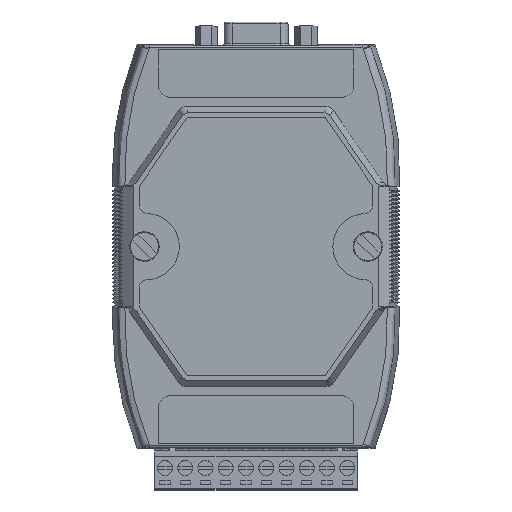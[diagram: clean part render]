
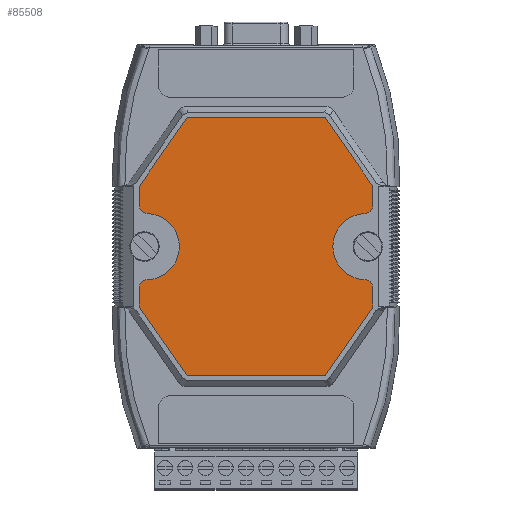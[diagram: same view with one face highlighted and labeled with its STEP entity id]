
A CAD part, top view. The second image highlights one B-rep face of the part: STEP entity #85508.
In plain terms, the highlighted face is planar.
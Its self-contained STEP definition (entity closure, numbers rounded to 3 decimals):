
#1022 = EDGE_CURVE ( 'NONE', #79266, #65868, #13804, .T. ) ;
#1265 = DIRECTION ( 'NONE',  ( 0., 0., 1. ) ) ;
#2857 = EDGE_CURVE ( 'NONE', #37188, #37347, #4619, .T. ) ;
#3761 = CARTESIAN_POINT ( 'NONE',  ( -17.305, 0.3, -32.35 ) ) ;
#4465 = DIRECTION ( 'NONE',  ( 0., 0., -1. ) ) ;
#4619 = CIRCLE ( 'NONE', #5125, 2. ) ;
#5125 = AXIS2_PLACEMENT_3D ( 'NONE', #22504, #79653, #30768 ) ;
#8053 = DIRECTION ( 'NONE',  ( 0., 0., 1. ) ) ;
#8093 = VERTEX_POINT ( 'NONE', #71092 ) ;
#8877 = LINE ( 'NONE', #61684, #74072 ) ;
#9231 = ORIENTED_EDGE ( 'NONE', *, *, #94317, .T. ) ;
#11146 = DIRECTION ( 'NONE',  ( 0.571, 0., -0.821 ) ) ;
#13370 = EDGE_CURVE ( 'NONE', #99906, #83928, #70229, .T. ) ;
#13527 = CARTESIAN_POINT ( 'NONE',  ( -17.305, 0.3, 32.35 ) ) ;
#13804 = CIRCLE ( 'NONE', #81613, 2. ) ;
#13881 = DIRECTION ( 'NONE',  ( 1., 0., 0. ) ) ;
#14382 = VECTOR ( 'NONE', #105236, 1000. ) ;
#16158 = EDGE_CURVE ( 'NONE', #37347, #79266, #94143, .T. ) ;
#16724 = VECTOR ( 'NONE', #27318, 1000. ) ;
#17179 = CARTESIAN_POINT ( 'NONE',  ( -29.25, 0.3, -15.163 ) ) ;
#17260 = EDGE_CURVE ( 'NONE', #66770, #59017, #41675, .T. ) ;
#20241 = DIRECTION ( 'NONE',  ( 0., 1., 0. ) ) ;
#20441 = CARTESIAN_POINT ( 'NONE',  ( -17.305, 0.3, 32.35 ) ) ;
#21181 = CARTESIAN_POINT ( 'NONE',  ( 29.25, 0.3, 10.296 ) ) ;
#21337 = ORIENTED_EDGE ( 'NONE', *, *, #75849, .T. ) ;
#21660 = ORIENTED_EDGE ( 'NONE', *, *, #74511, .T. ) ;
#22307 = ORIENTED_EDGE ( 'NONE', *, *, #17260, .T. ) ;
#22504 = CARTESIAN_POINT ( 'NONE',  ( 27.25, 0.3, 10.296 ) ) ;
#22784 = DIRECTION ( 'NONE',  ( 0., 0., -1. ) ) ;
#23293 = CARTESIAN_POINT ( 'NONE',  ( 27.308, 0.3, 8.296 ) ) ;
#24651 = CARTESIAN_POINT ( 'NONE',  ( -29.25, 0.3, 10.296 ) ) ;
#25068 = DIRECTION ( 'NONE',  ( 0., 0., 1. ) ) ;
#26468 = EDGE_CURVE ( 'NONE', #8093, #37188, #100912, .T. ) ;
#27078 = LINE ( 'NONE', #24651, #48869 ) ;
#27318 = DIRECTION ( 'NONE',  ( -0.571, 0., 0.821 ) ) ;
#27353 = AXIS2_PLACEMENT_3D ( 'NONE', #78482, #29589, #86612 ) ;
#27831 = ORIENTED_EDGE ( 'NONE', *, *, #16158, .T. ) ;
#28275 = VECTOR ( 'NONE', #86119, 1000. ) ;
#28418 = CARTESIAN_POINT ( 'NONE',  ( -27.25, 0.3, 10.296 ) ) ;
#29589 = DIRECTION ( 'NONE',  ( 0., -1., 0. ) ) ;
#29861 = VERTEX_POINT ( 'NONE', #51908 ) ;
#30256 = AXIS2_PLACEMENT_3D ( 'NONE', #105805, #57096, #8053 ) ;
#30768 = DIRECTION ( 'NONE',  ( 0., 0., 1. ) ) ;
#31631 = ORIENTED_EDGE ( 'NONE', *, *, #1022, .T. ) ;
#31963 = VERTEX_POINT ( 'NONE', #20441 ) ;
#32245 = EDGE_CURVE ( 'NONE', #37301, #96707, #27078, .T. ) ;
#32695 = ORIENTED_EDGE ( 'NONE', *, *, #13370, .T. ) ;
#33237 = ORIENTED_EDGE ( 'NONE', *, *, #72879, .T. ) ;
#36023 = LINE ( 'NONE', #76233, #16724 ) ;
#36695 = DIRECTION ( 'NONE',  ( 0., 0., 1. ) ) ;
#37188 = VERTEX_POINT ( 'NONE', #21181 ) ;
#37301 = VERTEX_POINT ( 'NONE', #39118 ) ;
#37347 = VERTEX_POINT ( 'NONE', #23293 ) ;
#37483 = CARTESIAN_POINT ( 'NONE',  ( -29.25, 0.3, -15.163 ) ) ;
#37754 = VECTOR ( 'NONE', #11146, 1000. ) ;
#38914 = CARTESIAN_POINT ( 'NONE',  ( 29.25, 0.3, -15.163 ) ) ;
#39118 = CARTESIAN_POINT ( 'NONE',  ( -29.25, 0.3, 10.296 ) ) ;
#39167 = ORIENTED_EDGE ( 'NONE', *, *, #41891, .T. ) ;
#41675 = LINE ( 'NONE', #17179, #87567 ) ;
#41891 = EDGE_CURVE ( 'NONE', #29861, #96369, #102468, .T. ) ;
#43451 = VERTEX_POINT ( 'NONE', #3761 ) ;
#43575 = ORIENTED_EDGE ( 'NONE', *, *, #26468, .T. ) ;
#47120 = EDGE_CURVE ( 'NONE', #59017, #29861, #49468, .T. ) ;
#47498 = CARTESIAN_POINT ( 'NONE',  ( 27.308, 0.3, -8.296 ) ) ;
#48525 = EDGE_CURVE ( 'NONE', #96369, #37301, #49245, .T. ) ;
#48709 = DIRECTION ( 'NONE',  ( 0., 0., 1. ) ) ;
#48869 = VECTOR ( 'NONE', #48709, 1000. ) ;
#48997 = CARTESIAN_POINT ( 'NONE',  ( 17.305, 0.3, -32.35 ) ) ;
#49077 = EDGE_LOOP ( 'NONE', ( #21337, #54003, #33237, #43575, #58713, #27831, #31631, #9231, #32695, #21660, #61197, #22307, #64020, #39167, #74211, #77688 ) ) ;
#49245 = CIRCLE ( 'NONE', #85694, 2. ) ;
#49439 = DIRECTION ( 'NONE',  ( 0., 0., 1. ) ) ;
#49468 = CIRCLE ( 'NONE', #30256, 2. ) ;
#50280 = DIRECTION ( 'NONE',  ( 0., -1., 0. ) ) ;
#51908 = CARTESIAN_POINT ( 'NONE',  ( -27.308, 0.3, -8.296 ) ) ;
#54003 = ORIENTED_EDGE ( 'NONE', *, *, #104371, .T. ) ;
#55478 = FACE_OUTER_BOUND ( 'NONE', #49077, .T. ) ;
#56446 = AXIS2_PLACEMENT_3D ( 'NONE', #89989, #98208, #49439 ) ;
#57096 = DIRECTION ( 'NONE',  ( 0., 1., 0. ) ) ;
#58713 = ORIENTED_EDGE ( 'NONE', *, *, #2857, .T. ) ;
#58778 = CARTESIAN_POINT ( 'NONE',  ( 17.305, 0.3, 32.35 ) ) ;
#59017 = VERTEX_POINT ( 'NONE', #78817 ) ;
#61197 = ORIENTED_EDGE ( 'NONE', *, *, #75783, .T. ) ;
#61684 = CARTESIAN_POINT ( 'NONE',  ( 29.25, 0.3, -10.296 ) ) ;
#64020 = ORIENTED_EDGE ( 'NONE', *, *, #47120, .T. ) ;
#65868 = VERTEX_POINT ( 'NONE', #99977 ) ;
#66770 = VERTEX_POINT ( 'NONE', #37483 ) ;
#69242 = CARTESIAN_POINT ( 'NONE',  ( 27.25, 0.3, -10.296 ) ) ;
#70017 = VERTEX_POINT ( 'NONE', #58778 ) ;
#70229 = LINE ( 'NONE', #96220, #89268 ) ;
#71092 = CARTESIAN_POINT ( 'NONE',  ( 29.25, 0.3, 15.163 ) ) ;
#71798 = AXIS2_PLACEMENT_3D ( 'NONE', #99047, #50280, #1265 ) ;
#72879 = EDGE_CURVE ( 'NONE', #70017, #8093, #102749, .T. ) ;
#73515 = CARTESIAN_POINT ( 'NONE',  ( -27.308, 0.3, 8.296 ) ) ;
#74072 = VECTOR ( 'NONE', #4465, 1000. ) ;
#74211 = ORIENTED_EDGE ( 'NONE', *, *, #48525, .T. ) ;
#74269 = LINE ( 'NONE', #94019, #28275 ) ;
#74384 = VECTOR ( 'NONE', #13881, 1000. ) ;
#74511 = EDGE_CURVE ( 'NONE', #83928, #43451, #101216, .T. ) ;
#75783 = EDGE_CURVE ( 'NONE', #43451, #66770, #36023, .T. ) ;
#75849 = EDGE_CURVE ( 'NONE', #96707, #31963, #74269, .T. ) ;
#76186 = CARTESIAN_POINT ( 'NONE',  ( 17.305, 0.3, 32.35 ) ) ;
#76233 = CARTESIAN_POINT ( 'NONE',  ( -17.305, 0.3, -32.35 ) ) ;
#77430 = DIRECTION ( 'NONE',  ( 0., 0., 1. ) ) ;
#77688 = ORIENTED_EDGE ( 'NONE', *, *, #32245, .T. ) ;
#78482 = CARTESIAN_POINT ( 'NONE',  ( 27.55, 0.3, 0. ) ) ;
#78817 = CARTESIAN_POINT ( 'NONE',  ( -29.25, 0.3, -10.296 ) ) ;
#79266 = VERTEX_POINT ( 'NONE', #47498 ) ;
#79653 = DIRECTION ( 'NONE',  ( 0., 1., 0. ) ) ;
#81497 = PLANE ( 'NONE',  #56446 ) ;
#81613 = AXIS2_PLACEMENT_3D ( 'NONE', #69242, #20241, #77430 ) ;
#83928 = VERTEX_POINT ( 'NONE', #92673 ) ;
#85479 = DIRECTION ( 'NONE',  ( 0., 1., 0. ) ) ;
#85508 = ADVANCED_FACE ( 'NONE', ( #55478 ), #81497, .T. ) ;
#85694 = AXIS2_PLACEMENT_3D ( 'NONE', #28418, #85479, #36695 ) ;
#86119 = DIRECTION ( 'NONE',  ( 0.571, 0., 0.821 ) ) ;
#86612 = DIRECTION ( 'NONE',  ( 0., 0., 1. ) ) ;
#87567 = VECTOR ( 'NONE', #25068, 1000. ) ;
#88017 = DIRECTION ( 'NONE',  ( -0.571, 0., -0.821 ) ) ;
#89268 = VECTOR ( 'NONE', #88017, 1000. ) ;
#89989 = CARTESIAN_POINT ( 'NONE',  ( 27.25, 0.3, 10.296 ) ) ;
#92673 = CARTESIAN_POINT ( 'NONE',  ( 17.305, 0.3, -32.35 ) ) ;
#94019 = CARTESIAN_POINT ( 'NONE',  ( -29.25, 0.3, 15.163 ) ) ;
#94143 = CIRCLE ( 'NONE', #27353, 8.3 ) ;
#94317 = EDGE_CURVE ( 'NONE', #65868, #99906, #8877, .T. ) ;
#96034 = LINE ( 'NONE', #13527, #74384 ) ;
#96220 = CARTESIAN_POINT ( 'NONE',  ( 29.25, 0.3, -15.163 ) ) ;
#96369 = VERTEX_POINT ( 'NONE', #73515 ) ;
#96707 = VERTEX_POINT ( 'NONE', #103344 ) ;
#98208 = DIRECTION ( 'NONE',  ( 0., 1., 0. ) ) ;
#99047 = CARTESIAN_POINT ( 'NONE',  ( -27.55, 0.3, 0. ) ) ;
#99906 = VERTEX_POINT ( 'NONE', #38914 ) ;
#99977 = CARTESIAN_POINT ( 'NONE',  ( 29.25, 0.3, -10.296 ) ) ;
#100912 = LINE ( 'NONE', #104492, #103473 ) ;
#101216 = LINE ( 'NONE', #48997, #14382 ) ;
#102468 = CIRCLE ( 'NONE', #71798, 8.3 ) ;
#102749 = LINE ( 'NONE', #76186, #37754 ) ;
#103344 = CARTESIAN_POINT ( 'NONE',  ( -29.25, 0.3, 15.163 ) ) ;
#103473 = VECTOR ( 'NONE', #22784, 1000. ) ;
#104371 = EDGE_CURVE ( 'NONE', #31963, #70017, #96034, .T. ) ;
#104492 = CARTESIAN_POINT ( 'NONE',  ( 29.25, 0.3, 15.163 ) ) ;
#105236 = DIRECTION ( 'NONE',  ( -1., 0., 0. ) ) ;
#105805 = CARTESIAN_POINT ( 'NONE',  ( -27.25, 0.3, -10.296 ) ) ;
